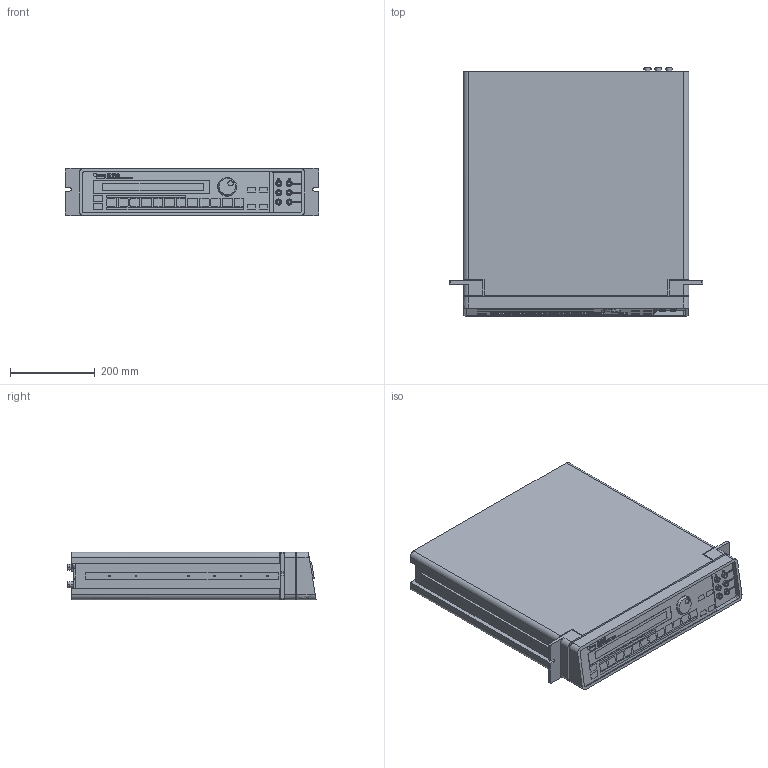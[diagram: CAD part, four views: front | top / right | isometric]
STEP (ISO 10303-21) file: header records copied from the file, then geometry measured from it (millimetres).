
FILE_DESCRIPTION(('FreeCAD Model'),'2;1');
FILE_NAME('Open CASCADE Shape Model','2025-04-30T04:02:06',('FreeCAD'),( 'FreeCAD'),'Open CASCADE STEP processor 7.6','FreeCAD','Unknown');
FILE_SCHEMA(('AUTOMOTIVE_DESIGN { 1 0 10303 214 1 1 1 1 }'));
Products named in the file (1): Open CASCADE STEP translator 7.6 1
Bounding box: 597.93 x 586.14 x 111.65 mm (x, y, z)
Surface area: 1118391.8 mm2 (no closed solid volume)
Topology: 0 solids, 67 shells, 3797 faces, 10102 edges, 6692 vertices
Faces by surface type: bspline 3797
Entity records: 132897 total; most frequent: CARTESIAN_POINT 73092, ORIENTED_EDGE 19834, EDGE_CURVE 10052, B_SPLINE_CURVE_WITH_KNOTS 8122, VERTEX_POINT 6692, FACE_BOUND 4212, EDGE_LOOP 4212, ADVANCED_FACE 3797
